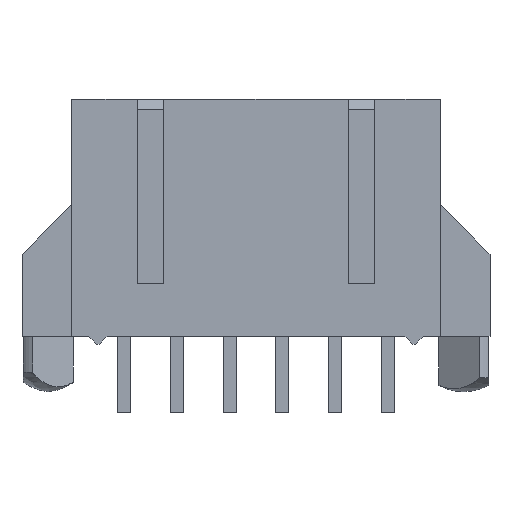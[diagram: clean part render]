
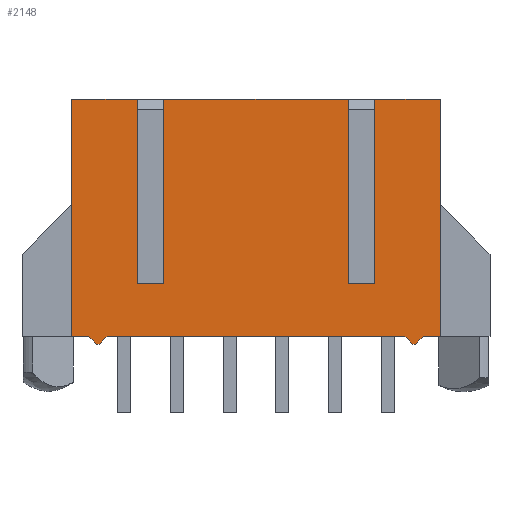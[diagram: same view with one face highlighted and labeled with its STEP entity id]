
A CAD part, front view. The second image highlights one B-rep face of the part: STEP entity #2148.
In plain terms, the highlighted planar face has unit normal (0, -1, 0).
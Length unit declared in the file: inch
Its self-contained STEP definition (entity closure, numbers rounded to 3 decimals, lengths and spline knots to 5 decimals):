
#5=DIRECTION('',(-1.,0.,0.));
#6=VECTOR('',#5,0.125);
#7=CARTESIAN_POINT('',(-0.225,-0.1,0.225));
#8=LINE('',#7,#6);
#37=DIRECTION('',(-1.,0.,0.));
#38=VECTOR('',#37,0.125);
#39=CARTESIAN_POINT('',(0.35,-0.1,0.225));
#40=LINE('',#39,#38);
#53=DIRECTION('',(-1.,0.,0.));
#54=VECTOR('',#53,0.35);
#55=CARTESIAN_POINT('',(0.175,-0.1,0.225));
#56=LINE('',#55,#54);
#97=DIRECTION('',(-0.707,0.,-0.707));
#98=VECTOR('',#97,0.02121);
#99=CARTESIAN_POINT('',(0.3175,-0.1,-0.225));
#100=LINE('',#99,#98);
#101=DIRECTION('',(-1.,0.,0.));
#102=VECTOR('',#101,0.005);
#103=CARTESIAN_POINT('',(0.3025,-0.1,-0.24));
#104=LINE('',#103,#102);
#105=DIRECTION('',(-0.707,0.,0.707));
#106=VECTOR('',#105,0.02121);
#107=CARTESIAN_POINT('',(0.2975,-0.1,-0.24));
#108=LINE('',#107,#106);
#109=DIRECTION('',(-0.707,0.,-0.707));
#110=VECTOR('',#109,0.02121);
#111=CARTESIAN_POINT('',(-0.2825,-0.1,-0.225));
#112=LINE('',#111,#110);
#113=DIRECTION('',(-1.,0.,0.));
#114=VECTOR('',#113,0.005);
#115=CARTESIAN_POINT('',(-0.2975,-0.1,-0.24));
#116=LINE('',#115,#114);
#117=DIRECTION('',(-0.707,0.,0.707));
#118=VECTOR('',#117,0.02121);
#119=CARTESIAN_POINT('',(-0.3025,-0.1,-0.24));
#120=LINE('',#119,#118);
#121=DIRECTION('',(0.,0.,-1.));
#122=VECTOR('',#121,0.35);
#123=CARTESIAN_POINT('',(-0.225,-0.1,0.225));
#124=LINE('',#123,#122);
#125=DIRECTION('',(1.,0.,0.));
#126=VECTOR('',#125,0.05);
#127=CARTESIAN_POINT('',(-0.225,-0.1,-0.125));
#128=LINE('',#127,#126);
#129=DIRECTION('',(0.,0.,-1.));
#130=VECTOR('',#129,0.35);
#131=CARTESIAN_POINT('',(-0.175,-0.1,0.225));
#132=LINE('',#131,#130);
#133=DIRECTION('',(0.,0.,-1.));
#134=VECTOR('',#133,0.35);
#135=CARTESIAN_POINT('',(0.175,-0.1,0.225));
#136=LINE('',#135,#134);
#137=DIRECTION('',(1.,0.,0.));
#138=VECTOR('',#137,0.05);
#139=CARTESIAN_POINT('',(0.175,-0.1,-0.125));
#140=LINE('',#139,#138);
#141=DIRECTION('',(0.,0.,-1.));
#142=VECTOR('',#141,0.35);
#143=CARTESIAN_POINT('',(0.225,-0.1,0.225));
#144=LINE('',#143,#142);
#145=DIRECTION('',(0.,0.,-1.));
#146=VECTOR('',#145,0.45);
#147=CARTESIAN_POINT('',(0.35,-0.1,0.225));
#148=LINE('',#147,#146);
#301=DIRECTION('',(-1.,0.,0.));
#302=VECTOR('',#301,0.565);
#303=CARTESIAN_POINT('',(0.2825,-0.1,-0.225));
#304=LINE('',#303,#302);
#329=DIRECTION('',(-1.,0.,0.));
#330=VECTOR('',#329,0.0325);
#331=CARTESIAN_POINT('',(-0.3175,-0.1,-0.225));
#332=LINE('',#331,#330);
#337=DIRECTION('',(-1.,0.,0.));
#338=VECTOR('',#337,0.0325);
#339=CARTESIAN_POINT('',(0.35,-0.1,-0.225));
#340=LINE('',#339,#338);
#891=DIRECTION('',(0.,0.,-1.));
#892=VECTOR('',#891,0.45);
#893=CARTESIAN_POINT('',(-0.35,-0.1,0.225));
#894=LINE('',#893,#892);
#1496=CARTESIAN_POINT('',(0.35,-0.1,0.225));
#1498=VERTEX_POINT('',#1496);
#1499=CARTESIAN_POINT('',(-0.35,-0.1,0.225));
#1501=VERTEX_POINT('',#1499);
#1511=CARTESIAN_POINT('',(0.35,-0.1,-0.225));
#1512=VERTEX_POINT('',#1511);
#1513=CARTESIAN_POINT('',(-0.35,-0.1,-0.225));
#1514=VERTEX_POINT('',#1513);
#1527=CARTESIAN_POINT('',(-0.2825,-0.1,-0.225));
#1529=VERTEX_POINT('',#1527);
#1531=CARTESIAN_POINT('',(-0.3175,-0.1,-0.225));
#1533=VERTEX_POINT('',#1531);
#1535=CARTESIAN_POINT('',(0.3175,-0.1,-0.225));
#1537=VERTEX_POINT('',#1535);
#1539=CARTESIAN_POINT('',(0.2825,-0.1,-0.225));
#1541=VERTEX_POINT('',#1539);
#1543=CARTESIAN_POINT('',(-0.2975,-0.1,-0.24));
#1544=VERTEX_POINT('',#1543);
#1545=CARTESIAN_POINT('',(-0.3025,-0.1,-0.24));
#1546=VERTEX_POINT('',#1545);
#1547=CARTESIAN_POINT('',(0.3025,-0.1,-0.24));
#1548=VERTEX_POINT('',#1547);
#1549=CARTESIAN_POINT('',(0.2975,-0.1,-0.24));
#1550=VERTEX_POINT('',#1549);
#1621=CARTESIAN_POINT('',(-0.225,-0.1,0.225));
#1623=VERTEX_POINT('',#1621);
#1625=CARTESIAN_POINT('',(-0.175,-0.1,0.225));
#1627=VERTEX_POINT('',#1625);
#1629=CARTESIAN_POINT('',(0.175,-0.1,0.225));
#1631=VERTEX_POINT('',#1629);
#1633=CARTESIAN_POINT('',(0.225,-0.1,0.225));
#1635=VERTEX_POINT('',#1633);
#1637=CARTESIAN_POINT('',(-0.225,-0.1,-0.125));
#1638=CARTESIAN_POINT('',(-0.175,-0.1,-0.125));
#1639=VERTEX_POINT('',#1637);
#1640=VERTEX_POINT('',#1638);
#1641=CARTESIAN_POINT('',(0.175,-0.1,-0.125));
#1642=CARTESIAN_POINT('',(0.225,-0.1,-0.125));
#1643=VERTEX_POINT('',#1641);
#1644=VERTEX_POINT('',#1642);
#2106=CARTESIAN_POINT('',(0.35,-0.1,0.225));
#2107=DIRECTION('',(0.,-1.,0.));
#2108=DIRECTION('',(-1.,0.,0.));
#2109=AXIS2_PLACEMENT_3D('',#2106,#2107,#2108);
#2110=PLANE('',#2109);
#2112=ORIENTED_EDGE('',*,*,#2111,.T.);
#2114=ORIENTED_EDGE('',*,*,#2113,.T.);
#2116=ORIENTED_EDGE('',*,*,#2115,.T.);
#2118=ORIENTED_EDGE('',*,*,#2117,.T.);
#2120=ORIENTED_EDGE('',*,*,#2119,.T.);
#2122=ORIENTED_EDGE('',*,*,#2121,.T.);
#2124=ORIENTED_EDGE('',*,*,#2123,.T.);
#2126=ORIENTED_EDGE('',*,*,#2125,.T.);
#2128=ORIENTED_EDGE('',*,*,#2127,.T.);
#2130=ORIENTED_EDGE('',*,*,#2129,.F.);
#2131=ORIENTED_EDGE('',*,*,#1972,.F.);
#2132=ORIENTED_EDGE('',*,*,#2041,.T.);
#2134=ORIENTED_EDGE('',*,*,#2133,.T.);
#2135=ORIENTED_EDGE('',*,*,#2096,.F.);
#2136=ORIENTED_EDGE('',*,*,#2024,.F.);
#2138=ORIENTED_EDGE('',*,*,#2137,.T.);
#2140=ORIENTED_EDGE('',*,*,#2139,.T.);
#2142=ORIENTED_EDGE('',*,*,#2141,.F.);
#2143=ORIENTED_EDGE('',*,*,#1988,.F.);
#2145=ORIENTED_EDGE('',*,*,#2144,.T.);
#2146=EDGE_LOOP('',(#2112,#2114,#2116,#2118,#2120,#2122,#2124,#2126,#2128,#2130,
#2131,#2132,#2134,#2135,#2136,#2138,#2140,#2142,#2143,#2145));
#2147=FACE_OUTER_BOUND('',#2146,.F.);
#2148=ADVANCED_FACE('',(#2147),#2110,.T.);
#1972=EDGE_CURVE('',#1623,#1501,#8,.T.);
#1988=EDGE_CURVE('',#1498,#1635,#40,.T.);
#2024=EDGE_CURVE('',#1631,#1627,#56,.T.);
#2041=EDGE_CURVE('',#1623,#1639,#124,.T.);
#2096=EDGE_CURVE('',#1627,#1640,#132,.T.);
#2111=EDGE_CURVE('',#1512,#1537,#340,.T.);
#2113=EDGE_CURVE('',#1537,#1548,#100,.T.);
#2115=EDGE_CURVE('',#1548,#1550,#104,.T.);
#2117=EDGE_CURVE('',#1550,#1541,#108,.T.);
#2119=EDGE_CURVE('',#1541,#1529,#304,.T.);
#2121=EDGE_CURVE('',#1529,#1544,#112,.T.);
#2123=EDGE_CURVE('',#1544,#1546,#116,.T.);
#2125=EDGE_CURVE('',#1546,#1533,#120,.T.);
#2127=EDGE_CURVE('',#1533,#1514,#332,.T.);
#2129=EDGE_CURVE('',#1501,#1514,#894,.T.);
#2133=EDGE_CURVE('',#1639,#1640,#128,.T.);
#2137=EDGE_CURVE('',#1631,#1643,#136,.T.);
#2139=EDGE_CURVE('',#1643,#1644,#140,.T.);
#2141=EDGE_CURVE('',#1635,#1644,#144,.T.);
#2144=EDGE_CURVE('',#1498,#1512,#148,.T.);
